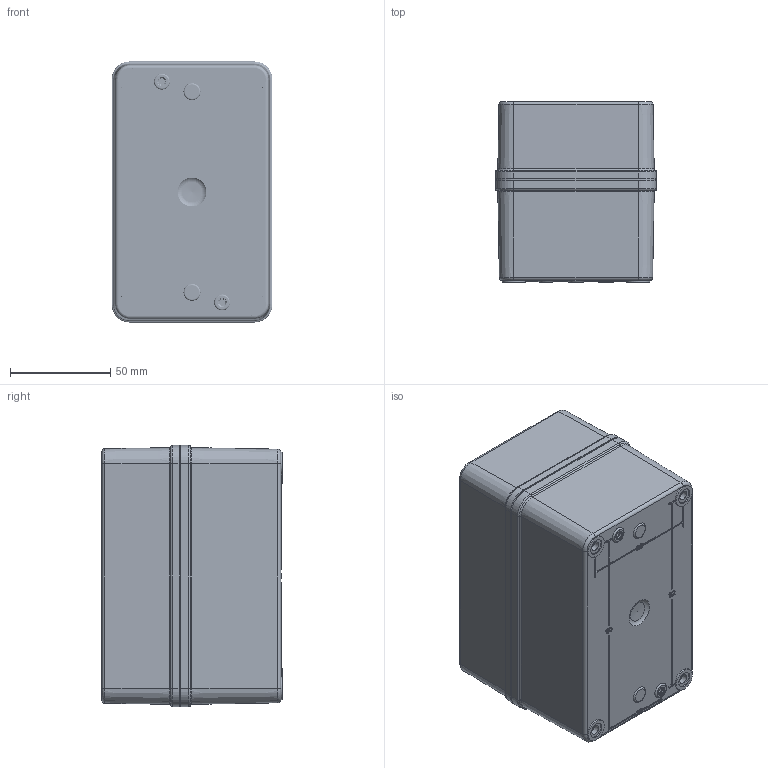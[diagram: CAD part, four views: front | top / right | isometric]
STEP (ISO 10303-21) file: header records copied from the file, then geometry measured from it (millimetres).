
FILE_DESCRIPTION(/* description */ (''),/* implementation_level */ '2;1');
FILE_NAME(/* name */ 'COPC533.stp',/* time_stamp */ '2017-06-22T06:33:28-05:00',/* author */ ('pmescher'),/* organization */ (''),/* preprocessor_version */ 'ST-DEVELOPER v16.5',/* originating_system */ 'Autodesk Inventor 2017',/* authorisation */ '');
FILE_SCHEMA (('CONFIG_CONTROL_DESIGN'));
Products named in the file (6): ATCOPC533; WPCOPC533BOX; WPCOPC533U; WPCOPC533CVR; RMGAS_WPCOPC533CVR; custom screw
Assembly tree (8 placements, depth 3):
  ATCOPC533
    WPCOPC533BOX
    WPCOPC533U
      WPCOPC533CVR
      RMGAS_WPCOPC533CVR
    custom screw  x4
Bounding box: 80.14 x 89.92 x 130.14 mm (x, y, z)
Volume: 223225 mm3; surface area: 132307.5 mm2
Topology: 7 solids, 7 shells, 1862 faces, 4826 edges, 3024 vertices
Faces by surface type: plane 790, cylinder 512, bspline 352, torus 141, cone 58, sphere 9
Full cylindrical faces by diameter (mm): 2.54 x12, 3.2 x2, 3.226 x2, 4 x4, 4.762 x4, 7 x4, 7.938 x4, 8.509 x100, 10.998 x4, 11.43 x4, 11.684 x4, 11.811 x4
Entity records: 82915 total; most frequent: CARTESIAN_POINT 51949, ORIENTED_EDGE 6532, DIRECTION 6075, EDGE_CURVE 3266, VERTEX_POINT 2093, LINE 2057, VECTOR 2057, AXIS2_PLACEMENT_3D 2009
